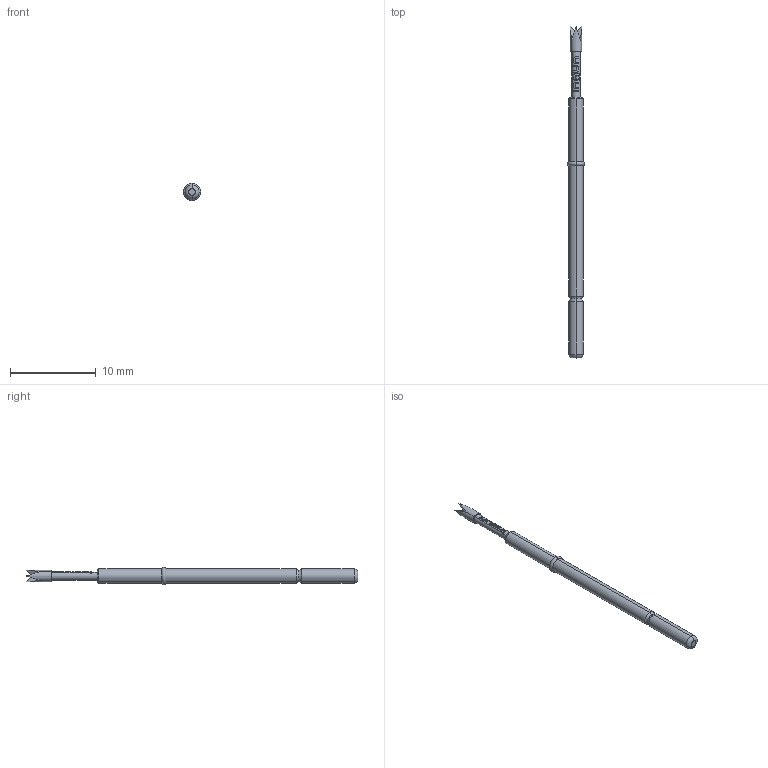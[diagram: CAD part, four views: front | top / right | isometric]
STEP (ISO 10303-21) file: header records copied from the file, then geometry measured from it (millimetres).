
FILE_DESCRIPTION (( 'STEP AP203' ), '1' );
FILE_NAME ('INGUN_GKS-112_214_130_A_xx08.STEP', '2020-07-27T05:21:59', ( '' ), ( '' ), 'SwSTEP 2.0', 'SolidWorks 2018', '' );
FILE_SCHEMA (( 'CONFIG_CONTROL_DESIGN' ));
Length unit declared in the file: millimetre
Products named in the file (1): INGUN_GKS-112_214_130_A_xx08
Bounding box: 2 x 38.7 x 2 mm (x, y, z)
Volume: 71.9 mm3; surface area: 192.4 mm2
Topology: 1 solids, 1 shells, 100 faces, 252 edges, 161 vertices
Faces by surface type: bspline 41, plane 32, cylinder 17, torus 8, cone 2
Entity records: 4108 total; most frequent: CARTESIAN_POINT 2132, ORIENTED_EDGE 504, EDGE_CURVE 252, DIRECTION 206, B_SPLINE_CURVE_WITH_KNOTS 190, VERTEX_POINT 161, EDGE_LOOP 107, ADVANCED_FACE 100
